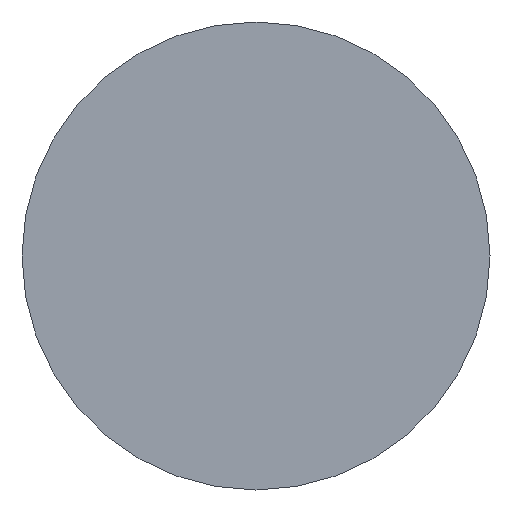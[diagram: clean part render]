
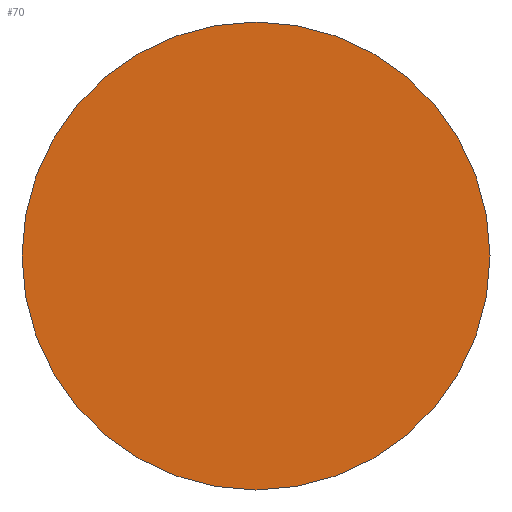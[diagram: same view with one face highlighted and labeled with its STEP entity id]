
A CAD part, front view. The second image highlights one B-rep face of the part: STEP entity #70.
In plain terms, the highlighted planar face has unit normal (0, -1, 0).
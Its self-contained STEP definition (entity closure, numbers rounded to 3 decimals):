
#24=FACE_OUTER_BOUND('',#29,.T.);
#29=EDGE_LOOP('',(#54));
#36=CIRCLE('',#90,150.185);
#41=VERTEX_POINT('',#125);
#47=EDGE_CURVE('',#41,#41,#36,.T.);
#54=ORIENTED_EDGE('',*,*,#47,.F.);
#68=PLANE('',#89);
#70=ADVANCED_FACE('',(#24),#68,.T.);
#89=AXIS2_PLACEMENT_3D('',#124,#101,#102);
#90=AXIS2_PLACEMENT_3D('',#126,#103,#104);
#101=DIRECTION('center_axis',(0.,-1.,0.));
#102=DIRECTION('ref_axis',(0.,0.,-1.));
#103=DIRECTION('center_axis',(0.,1.,0.));
#104=DIRECTION('ref_axis',(1.,0.,0.));
#124=CARTESIAN_POINT('Origin',(0.,0.,150.185));
#125=CARTESIAN_POINT('',(0.,0.,-150.185));
#126=CARTESIAN_POINT('Origin',(0.,0.,0.));
